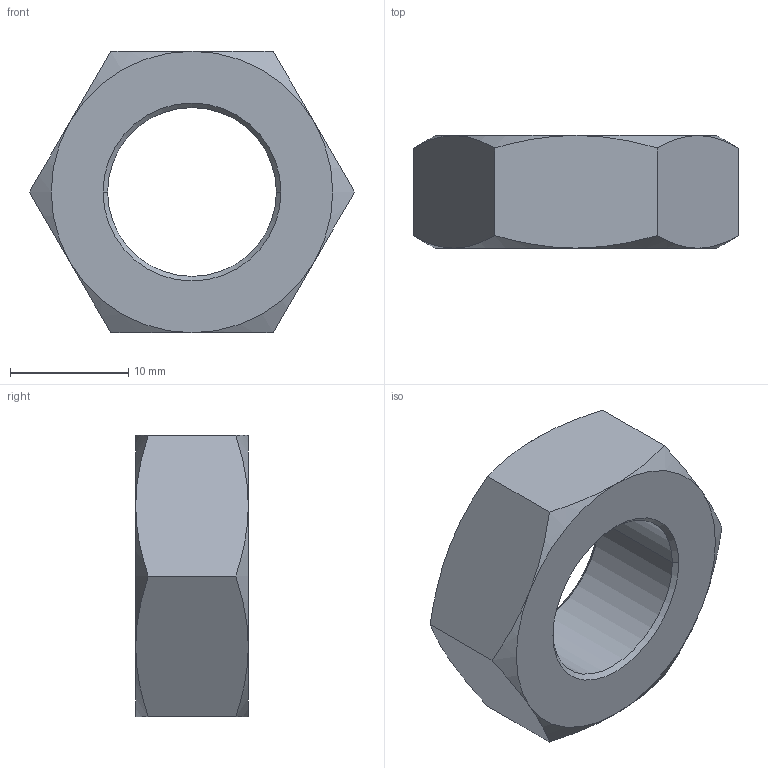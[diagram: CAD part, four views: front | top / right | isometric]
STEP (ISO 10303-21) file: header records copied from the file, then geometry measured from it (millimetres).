
FILE_DESCRIPTION((''),'2;1');
FILE_NAME('ILC64000600','2005-06-27T',('KR'),(''),'PRO/ENGINEER BY PARAMETRIC TECHNOLOGY CORPORATION, 2004290','PRO/ENGINEER BY PARAMETRIC TECHNOLOGY CORPORATION, 2004290','');
FILE_SCHEMA(('AUTOMOTIVE_DESIGN_CC2 { 1 2 10303 214 -1 1 5 2 }'));
Length unit declared in the file: inch
Products named in the file (1): ILC64000600
Bounding box: 27.48 x 9.53 x 23.8 mm (x, y, z)
Volume: 3112.1 mm3; surface area: 1807.8 mm2
Topology: 1 solids, 1 shells, 26 faces, 56 edges, 32 vertices
Faces by surface type: cone 16, plane 8, cylinder 2
Entity records: 925 total; most frequent: CARTESIAN_POINT 270, ORIENTED_EDGE 112, COLOUR_RGB 105, DIRECTION 104, EDGE_CURVE 56, AXIS2_PLACEMENT_3D 46, VERTEX_POINT 32, EDGE_LOOP 28
